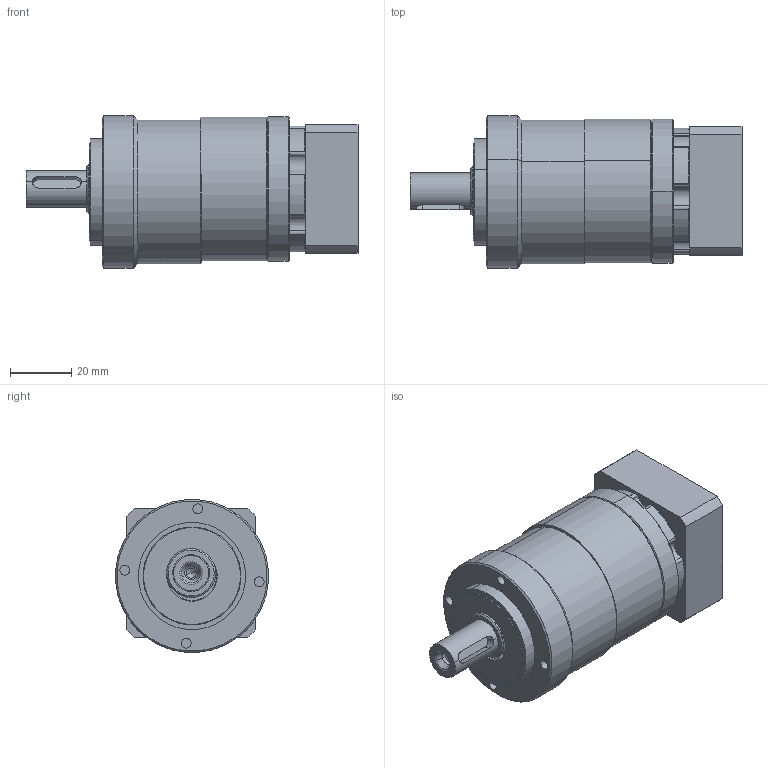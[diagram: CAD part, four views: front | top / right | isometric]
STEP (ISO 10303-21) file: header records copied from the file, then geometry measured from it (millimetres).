
FILE_DESCRIPTION (( 'STEP AP203' ), '1' );
FILE_NAME ('TE050-L2-8-30-46-M4-28-5.STEP', '2021-10-11T02:18:29', ( 'China' ), ( 'Home' ), 'SwSTEP 2.0', 'SolidWorks 2017', '' );
FILE_SCHEMA (( 'CONFIG_CONTROL_DESIGN' ));
Length unit declared in the file: millimetre
Products named in the file (1): TE050-L2-8-30-46-M4-28-5
Bounding box: 108.3 x 49.81 x 49.81 mm (x, y, z)
Volume: 118547.9 mm3; surface area: 41732.8 mm2
Topology: 7 solids, 8 shells, 399 faces, 941 edges, 599 vertices
Faces by surface type: cylinder 205, plane 105, cone 81, torus 8
Entity records: 12080 total; most frequent: CARTESIAN_POINT 2369, DIRECTION 2212, ORIENTED_EDGE 1874, EDGE_CURVE 937, AXIS2_PLACEMENT_3D 933, VERTEX_POINT 599, CIRCLE 533, EDGE_LOOP 490
